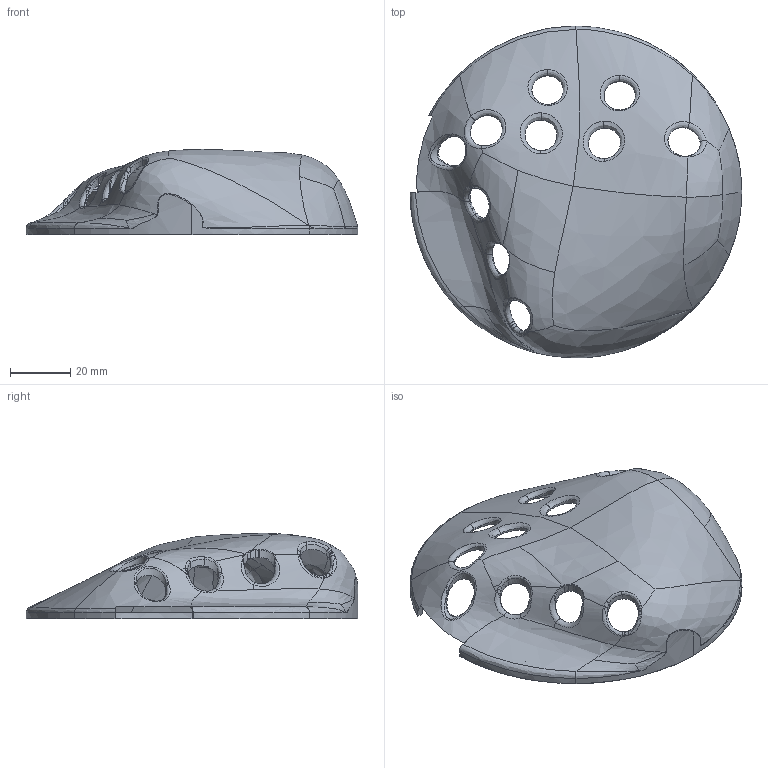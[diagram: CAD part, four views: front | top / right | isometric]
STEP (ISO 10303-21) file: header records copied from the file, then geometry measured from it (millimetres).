
FILE_DESCRIPTION (( 'STEP AP214' ), '1' );
FILE_NAME ('ADCOrightShell9.22.STEP', '2020-09-22T06:02:01', ( '' ), ( '' ), 'SwSTEP 2.0', 'SolidWorks 2014', '' );
FILE_SCHEMA (( 'AUTOMOTIVE_DESIGN' ));
Length unit declared in the file: millimetre
Products named in the file (1): ADCOrightShell9.22
Bounding box: 110.17 x 110.17 x 28.24 mm (x, y, z)
Volume: 24999.6 mm3; surface area: 24994.5 mm2
Topology: 1 solids, 1 shells, 239 faces, 630 edges, 388 vertices
Faces by surface type: bspline 200, cone 22, plane 11, cylinder 6
Entity records: 29060 total; most frequent: CARTESIAN_POINT 24737, ORIENTED_EDGE 1260, EDGE_CURVE 630, B_SPLINE_CURVE_WITH_KNOTS 488, VERTEX_POINT 388, DIRECTION 302, EDGE_LOOP 254, ADVANCED_FACE 239
